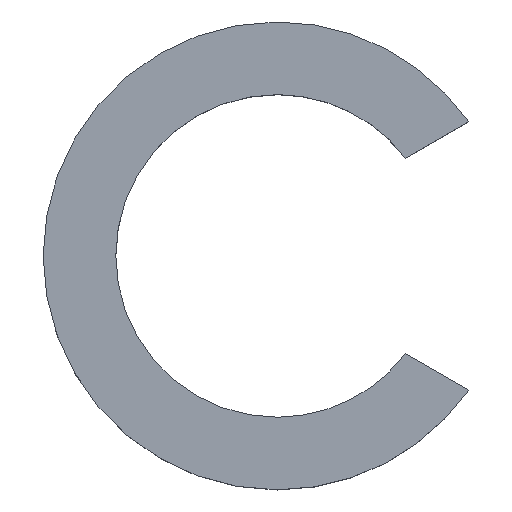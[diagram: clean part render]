
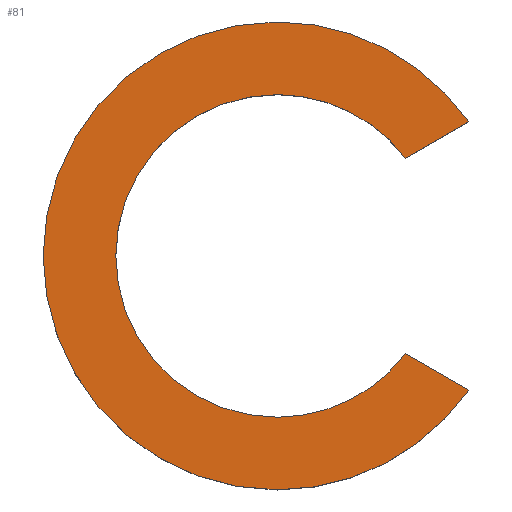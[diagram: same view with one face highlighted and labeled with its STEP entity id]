
A CAD part, top view. The second image highlights one B-rep face of the part: STEP entity #81.
In plain terms, the highlighted planar face has unit normal (0, 0, 1).
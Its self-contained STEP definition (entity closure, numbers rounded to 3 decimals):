
#81 = ADVANCED_FACE( '', ( #98 ), #99, .T. );
#98 = FACE_OUTER_BOUND( '', #118, .T. );
#99 = PLANE( '', #119 );
#118 = EDGE_LOOP( '', ( #168, #169, #170, #171, #172, #173, #174, #175 ) );
#119 = AXIS2_PLACEMENT_3D( '', #176, #177, #178 );
#168 = ORIENTED_EDGE( '', *, *, #221, .T. );
#169 = ORIENTED_EDGE( '', *, *, #224, .T. );
#170 = ORIENTED_EDGE( '', *, *, #218, .T. );
#171 = ORIENTED_EDGE( '', *, *, #215, .T. );
#172 = ORIENTED_EDGE( '', *, *, #223, .T. );
#173 = ORIENTED_EDGE( '', *, *, #205, .F. );
#174 = ORIENTED_EDGE( '', *, *, #225, .F. );
#175 = ORIENTED_EDGE( '', *, *, #211, .F. );
#176 = CARTESIAN_POINT( '', ( 0., 12.25, 5.2 ) );
#177 = DIRECTION( '', ( 0., 0., 1. ) );
#178 = DIRECTION( '', ( 0., 1., 0. ) );
#205 = EDGE_CURVE( '', #228, #231, #232, .T. );
#211 = EDGE_CURVE( '', #241, #237, #243, .T. );
#215 = EDGE_CURVE( '', #244, #249, #251, .T. );
#218 = EDGE_CURVE( '', #253, #244, #256, .T. );
#221 = EDGE_CURVE( '', #241, #259, #261, .T. );
#223 = EDGE_CURVE( '', #249, #231, #263, .T. );
#224 = EDGE_CURVE( '', #259, #253, #264, .T. );
#225 = EDGE_CURVE( '', #237, #228, #265, .T. );
#228 = VERTEX_POINT( '', #268 );
#231 = VERTEX_POINT( '', #272 );
#232 = CIRCLE( '', #273, 10. );
#237 = VERTEX_POINT( '', #279 );
#241 = VERTEX_POINT( '', #284 );
#243 = CIRCLE( '', #287, 10. );
#244 = VERTEX_POINT( '', #288 );
#249 = VERTEX_POINT( '', #294 );
#251 = CIRCLE( '', #297, 14.5 );
#253 = VERTEX_POINT( '', #299 );
#256 = CIRCLE( '', #303, 14.5 );
#259 = VERTEX_POINT( '', #307 );
#261 = LINE( '', #310, #311 );
#263 = LINE( '', #314, #315 );
#264 = CIRCLE( '', #316, 14.5 );
#265 = CIRCLE( '', #317, 10. );
#268 = CARTESIAN_POINT( '', ( 0., -10., 5.2 ) );
#272 = CARTESIAN_POINT( '', ( 7.962, -6.05, 5.2 ) );
#273 = AXIS2_PLACEMENT_3D( '', #321, #322, #323 );
#279 = CARTESIAN_POINT( '', ( 0., 10., 5.2 ) );
#284 = CARTESIAN_POINT( '', ( 7.962, 6.05, 5.2 ) );
#287 = AXIS2_PLACEMENT_3D( '', #333, #334, #335 );
#288 = CARTESIAN_POINT( '', ( 0., -14.5, 5.2 ) );
#294 = CARTESIAN_POINT( '', ( 11.881, -8.312, 5.2 ) );
#297 = AXIS2_PLACEMENT_3D( '', #341, #342, #343 );
#299 = CARTESIAN_POINT( '', ( 0., 14.5, 5.2 ) );
#303 = AXIS2_PLACEMENT_3D( '', #348, #349, #350 );
#307 = CARTESIAN_POINT( '', ( 11.881, 8.312, 5.2 ) );
#310 = CARTESIAN_POINT( '', ( 10.088, 7.277, 5.2 ) );
#311 = VECTOR( '', #353, 1. );
#314 = CARTESIAN_POINT( '', ( -4.225, 0.986, 5.2 ) );
#315 = VECTOR( '', #355, 1. );
#316 = AXIS2_PLACEMENT_3D( '', #356, #357, #358 );
#317 = AXIS2_PLACEMENT_3D( '', #359, #360, #361 );
#321 = CARTESIAN_POINT( '', ( 0., 0., 5.2 ) );
#322 = DIRECTION( '', ( 0., 0., 1. ) );
#323 = DIRECTION( '', ( 0., 1., 0. ) );
#333 = CARTESIAN_POINT( '', ( 0., 0., 5.2 ) );
#334 = DIRECTION( '', ( 0., 0., 1. ) );
#335 = DIRECTION( '', ( 0., 1., 0. ) );
#341 = CARTESIAN_POINT( '', ( 0., 0., 5.2 ) );
#342 = DIRECTION( '', ( 0., 0., 1. ) );
#343 = DIRECTION( '', ( 0., 1., 0. ) );
#348 = CARTESIAN_POINT( '', ( 0., 0., 5.2 ) );
#349 = DIRECTION( '', ( 0., 0., 1. ) );
#350 = DIRECTION( '', ( 0., 1., 0. ) );
#353 = DIRECTION( '', ( 0.866, 0.5, 0. ) );
#355 = DIRECTION( '', ( -0.866, 0.5, 0. ) );
#356 = CARTESIAN_POINT( '', ( 0., 0., 5.2 ) );
#357 = DIRECTION( '', ( 0., 0., 1. ) );
#358 = DIRECTION( '', ( 0., 1., 0. ) );
#359 = CARTESIAN_POINT( '', ( 0., 0., 5.2 ) );
#360 = DIRECTION( '', ( 0., 0., 1. ) );
#361 = DIRECTION( '', ( 0., 1., 0. ) );
